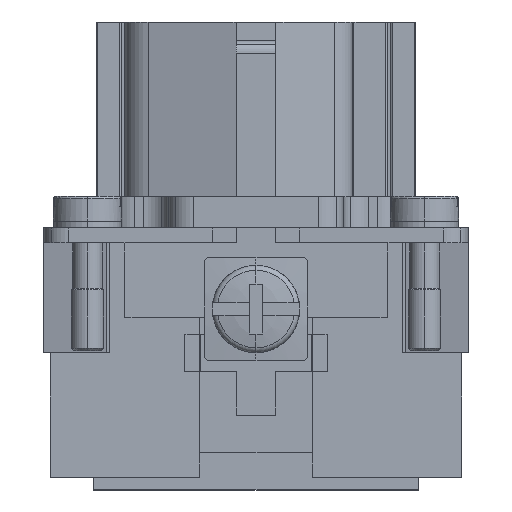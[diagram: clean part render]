
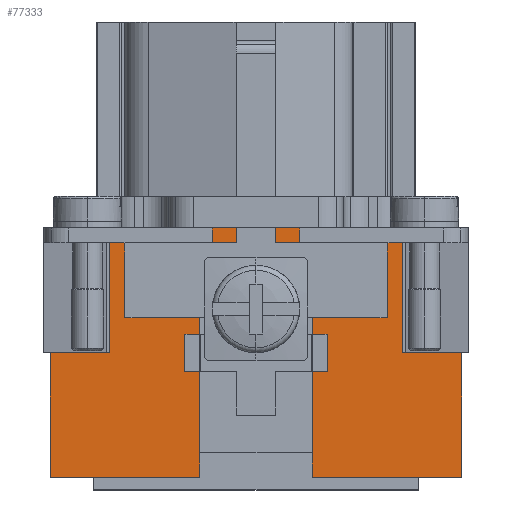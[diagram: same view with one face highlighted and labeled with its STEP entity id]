
A CAD part, left-side view. The second image highlights one B-rep face of the part: STEP entity #77333.
In plain terms, the highlighted planar face has unit normal (-1, 0, 0).
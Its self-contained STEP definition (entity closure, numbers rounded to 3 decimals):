
#27811=CARTESIAN_POINT('',(-44.9,-16.5,-20.0));
#27812=VERTEX_POINT('',#27811);
#27819=CARTESIAN_POINT('',(-44.9,-4.5,-20.0));
#27820=VERTEX_POINT('',#27819);
#27821=CARTESIAN_POINT('',(-44.9,-4.5,-20.0));
#27822=DIRECTION('',(0.0,-1.0,0.0));
#27823=VECTOR('',#27822,12.0);
#27824=LINE('',#27821,#27823);
#27825=EDGE_CURVE('',#27820,#27812,#27824,.T.);
#27907=CARTESIAN_POINT('',(-44.9,4.5,-20.0));
#27908=VERTEX_POINT('',#27907);
#27915=CARTESIAN_POINT('',(-44.9,16.5,-20.0));
#27916=VERTEX_POINT('',#27915);
#27917=CARTESIAN_POINT('',(-44.9,16.5,-20.0));
#27918=DIRECTION('',(0.0,-1.0,0.0));
#27919=VECTOR('',#27918,12.0);
#27920=LINE('',#27917,#27919);
#27921=EDGE_CURVE('',#27916,#27908,#27920,.T.);
#49249=CARTESIAN_POINT('',(-44.9,-11.75,0.0));
#49250=VERTEX_POINT('',#49249);
#49251=CARTESIAN_POINT('',(-44.9,11.75,0.0));
#49252=VERTEX_POINT('',#49251);
#49253=CARTESIAN_POINT('',(-44.9,-11.75,0.0));
#49254=DIRECTION('',(0.0,1.0,0.0));
#49255=VECTOR('',#49254,23.5);
#49256=LINE('',#49253,#49255);
#49257=EDGE_CURVE('',#49250,#49252,#49256,.T.);
#63594=CARTESIAN_POINT('',(-44.9,16.5,-10.));
#63595=VERTEX_POINT('',#63594);
#63596=CARTESIAN_POINT('',(-44.9,16.5,-10.));
#63597=DIRECTION('',(0.0,0.0,-1.0));
#63598=VECTOR('',#63597,10.);
#63599=LINE('',#63596,#63598);
#63600=EDGE_CURVE('',#63595,#27916,#63599,.T.);
#64735=CARTESIAN_POINT('',(-44.9,-16.5,-10.));
#64736=VERTEX_POINT('',#64735);
#64743=CARTESIAN_POINT('',(-44.9,-16.5,-10.));
#64744=DIRECTION('',(0.0,0.0,-1.0));
#64745=VECTOR('',#64744,10.);
#64746=LINE('',#64743,#64745);
#64747=EDGE_CURVE('',#64736,#27812,#64746,.T.);
#77255=CARTESIAN_POINT('',(-44.9,16.5,0.0));
#77256=DIRECTION('',(-1.0,0.0,0.0));
#77257=DIRECTION('',(0.0,0.0,1.0));
#77258=AXIS2_PLACEMENT_3D('',#77255,#77256,#77257);
#77259=PLANE('',#77258);
#77260=CARTESIAN_POINT('',(-44.9,4.5,-1.2));
#77261=VERTEX_POINT('',#77260);
#77262=CARTESIAN_POINT('',(-44.9,-4.5,-1.2));
#77263=VERTEX_POINT('',#77262);
#77264=CARTESIAN_POINT('',(-44.9,4.5,-1.2));
#77265=DIRECTION('',(0.0,-1.0,0.0));
#77266=VECTOR('',#77265,9.0);
#77267=LINE('',#77264,#77266);
#77268=EDGE_CURVE('',#77261,#77263,#77267,.T.);
#77269=ORIENTED_EDGE('',*,*,#77268,.T.);
#77270=CARTESIAN_POINT('',(-44.9,-4.5,-18.));
#77271=VERTEX_POINT('',#77270);
#77272=CARTESIAN_POINT('',(-44.9,-4.5,-1.2));
#77273=DIRECTION('',(0.0,0.0,-1.0));
#77274=VECTOR('',#77273,16.8);
#77275=LINE('',#77272,#77274);
#77276=EDGE_CURVE('',#77263,#77271,#77275,.T.);
#77277=ORIENTED_EDGE('',*,*,#77276,.T.);
#77278=CARTESIAN_POINT('',(-44.9,-4.5,-18.));
#77279=DIRECTION('',(0.0,0.0,-1.0));
#77280=VECTOR('',#77279,2.);
#77281=LINE('',#77278,#77280);
#77282=EDGE_CURVE('',#77271,#27820,#77281,.T.);
#77283=ORIENTED_EDGE('',*,*,#77282,.T.);
#77284=ORIENTED_EDGE('',*,*,#27825,.T.);
#77285=ORIENTED_EDGE('',*,*,#64747,.F.);
#77286=CARTESIAN_POINT('',(-44.9,-11.75,-10.));
#77287=VERTEX_POINT('',#77286);
#77288=CARTESIAN_POINT('',(-44.9,-16.5,-10.));
#77289=DIRECTION('',(0.0,1.0,0.0));
#77290=VECTOR('',#77289,4.75);
#77291=LINE('',#77288,#77290);
#77292=EDGE_CURVE('',#64736,#77287,#77291,.T.);
#77293=ORIENTED_EDGE('',*,*,#77292,.T.);
#77294=CARTESIAN_POINT('',(-44.9,-11.75,-10.));
#77295=DIRECTION('',(0.0,0.0,1.0));
#77296=VECTOR('',#77295,10.);
#77297=LINE('',#77294,#77296);
#77298=EDGE_CURVE('',#77287,#49250,#77297,.T.);
#77299=ORIENTED_EDGE('',*,*,#77298,.T.);
#77300=ORIENTED_EDGE('',*,*,#49257,.T.);
#77301=CARTESIAN_POINT('',(-44.9,11.75,-10.));
#77302=VERTEX_POINT('',#77301);
#77303=CARTESIAN_POINT('',(-44.9,11.75,0.0));
#77304=DIRECTION('',(0.0,0.0,-1.0));
#77305=VECTOR('',#77304,10.);
#77306=LINE('',#77303,#77305);
#77307=EDGE_CURVE('',#49252,#77302,#77306,.T.);
#77308=ORIENTED_EDGE('',*,*,#77307,.T.);
#77309=CARTESIAN_POINT('',(-44.9,11.75,-10.));
#77310=DIRECTION('',(0.0,1.0,0.0));
#77311=VECTOR('',#77310,4.75);
#77312=LINE('',#77309,#77311);
#77313=EDGE_CURVE('',#77302,#63595,#77312,.T.);
#77314=ORIENTED_EDGE('',*,*,#77313,.T.);
#77315=ORIENTED_EDGE('',*,*,#63600,.T.);
#77316=ORIENTED_EDGE('',*,*,#27921,.T.);
#77317=CARTESIAN_POINT('',(-44.9,4.5,-18.));
#77318=VERTEX_POINT('',#77317);
#77319=CARTESIAN_POINT('',(-44.9,4.5,-20.0));
#77320=DIRECTION('',(0.0,0.0,1.0));
#77321=VECTOR('',#77320,2.);
#77322=LINE('',#77319,#77321);
#77323=EDGE_CURVE('',#27908,#77318,#77322,.T.);
#77324=ORIENTED_EDGE('',*,*,#77323,.T.);
#77325=CARTESIAN_POINT('',(-44.9,4.5,-18.));
#77326=DIRECTION('',(0.0,0.0,1.0));
#77327=VECTOR('',#77326,16.8);
#77328=LINE('',#77325,#77327);
#77329=EDGE_CURVE('',#77318,#77261,#77328,.T.);
#77330=ORIENTED_EDGE('',*,*,#77329,.T.);
#77331=EDGE_LOOP('',(#77269,#77277,#77283,#77284,#77285,#77293,#77299,#77300,#77308,#77314,#77315,#77316,#77324,#77330));
#77332=FACE_OUTER_BOUND('',#77331,.T.);
#77333=ADVANCED_FACE('',(#77332),#77259,.T.);
